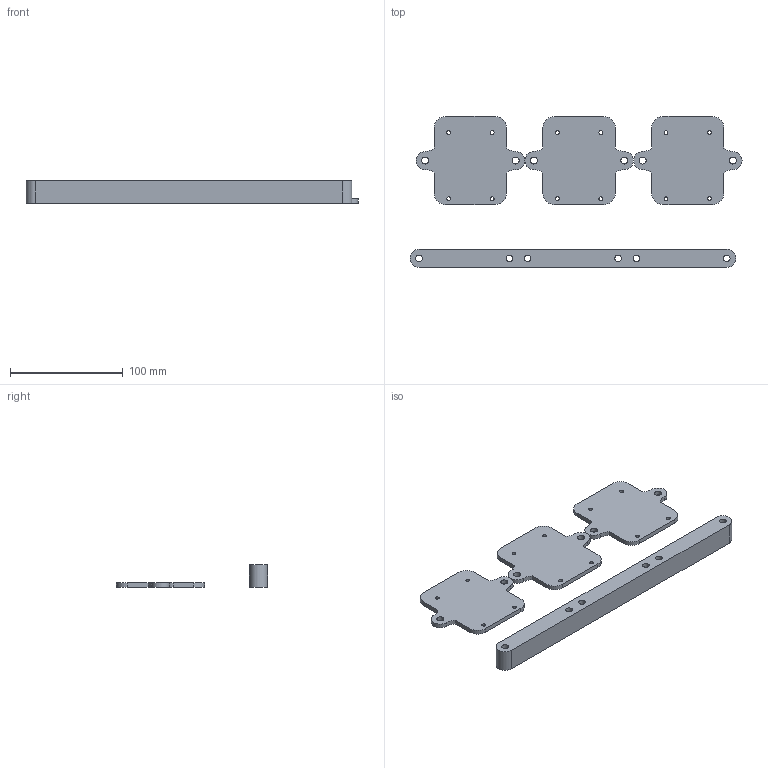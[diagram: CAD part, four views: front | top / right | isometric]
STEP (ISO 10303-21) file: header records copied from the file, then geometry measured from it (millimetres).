
FILE_DESCRIPTION(/* description */ (''),/* implementation_level */ '2;1');
FILE_NAME(/* name */ 'Multi FS40 Bracket v35.step',/* time_stamp */ '2024-08-21T11:28:54+02:00',/* author */ (''),/* organization */ (''),/* preprocessor_version */ 'ST-DEVELOPER v20',/* originating_system */ 'Autodesk Translation Framework v13.14.0.145',/* authorisation */ '');
FILE_SCHEMA (('AUTOMOTIVE_DESIGN { 1 0 10303 214 3 1 1 }'));
Length unit declared in the file: millimetre
Products named in the file (1): Multi FS40 Bracket
Bounding box: 293.9 x 133.69 x 20 mm (x, y, z)
Volume: 151590.5 mm3; surface area: 59349.5 mm2
Topology: 4 solids, 4 shells, 84 faces, 228 edges, 152 vertices
Faces by surface type: cylinder 56, plane 28
Full cylindrical faces by diameter (mm): 3.4 x12, 5.8 x6, 6.2 x6
Entity records: 2830 total; most frequent: DIRECTION 510, CARTESIAN_POINT 465, ORIENTED_EDGE 456, EDGE_CURVE 228, AXIS2_PLACEMENT_3D 197, VERTEX_POINT 152, EDGE_LOOP 132, LINE 116
